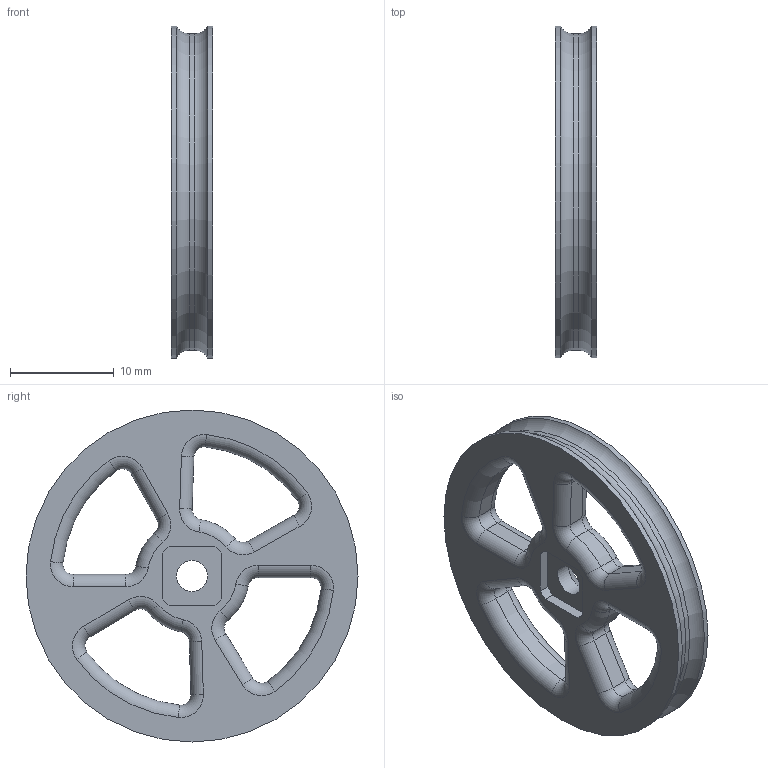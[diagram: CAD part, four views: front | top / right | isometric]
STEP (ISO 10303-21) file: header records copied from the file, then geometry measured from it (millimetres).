
FILE_DESCRIPTION(/* description */ (''),/* implementation_level */ '2;1');
FILE_NAME(/* name */ 'Roda traseira (anel) v2.step',/* time_stamp */ '2025-08-08T23:53:49-03:00',/* author */ (''),/* organization */ (''),/* preprocessor_version */ 'ST-DEVELOPER v20.1',/* originating_system */ 'Autodesk Translation Framework v14.10.0.0',/* authorisation */ '');
FILE_SCHEMA (('AUTOMOTIVE_DESIGN { 1 0 10303 214 3 1 1 }'));
Length unit declared in the file: millimetre
Products named in the file (1): Roda traseira (anel)
Bounding box: 4 x 32 x 32 mm (x, y, z)
Volume: 1891.7 mm3; surface area: 1950 mm2
Topology: 1 solids, 1 shells, 114 faces, 268 edges, 157 vertices
Faces by surface type: torus 50, cylinder 48, plane 15, cone 1
Full cylindrical faces by diameter (mm): 3 x1, 30.5 x1, 32 x2
Entity records: 3355 total; most frequent: DIRECTION 681, CARTESIAN_POINT 540, ORIENTED_EDGE 536, AXIS2_PLACEMENT_3D 298, EDGE_CURVE 268, CIRCLE 183, VERTEX_POINT 157, EDGE_LOOP 125
